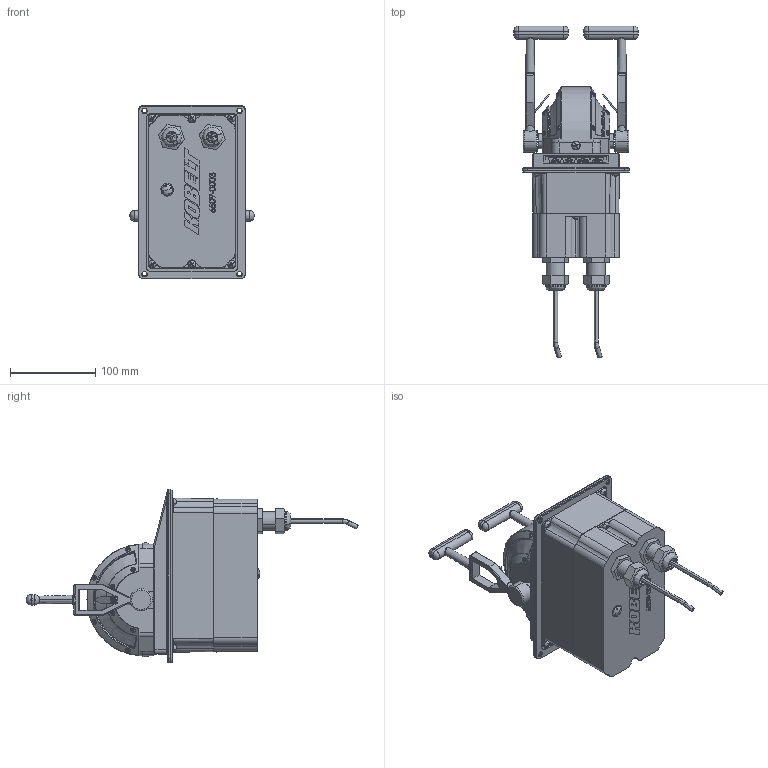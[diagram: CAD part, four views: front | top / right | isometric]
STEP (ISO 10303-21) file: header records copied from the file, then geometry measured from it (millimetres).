
FILE_DESCRIPTION (( 'STEP AP203' ), '1' );
FILE_NAME ('6508-TC-4P.STEP', '2024-08-07T17:12:14', ( '' ), ( '' ), 'SwSTEP 2.0', 'SolidWorks 2023', '' );
FILE_SCHEMA (( 'CONFIG_CONTROL_DESIGN' ));
Products named in the file (1): 6508-TC-4P
Bounding box: 145.29 x 388.66 x 203.2 mm (x, y, z)
Surface area: 194731.1 mm2 (no closed solid volume)
Topology: 0 solids, 105 shells, 952 faces, 4774 edges, 3851 vertices
Faces by surface type: plane 428, cylinder 247, bspline 95, cone 90, torus 52, sphere 40
Entity records: 63526 total; most frequent: CARTESIAN_POINT 27635, DIRECTION 7032, ORIENTED_EDGE 6519, EDGE_CURVE 4766, VERTEX_POINT 3851, AXIS2_PLACEMENT_3D 2404, VECTOR 2224, LINE 2224
